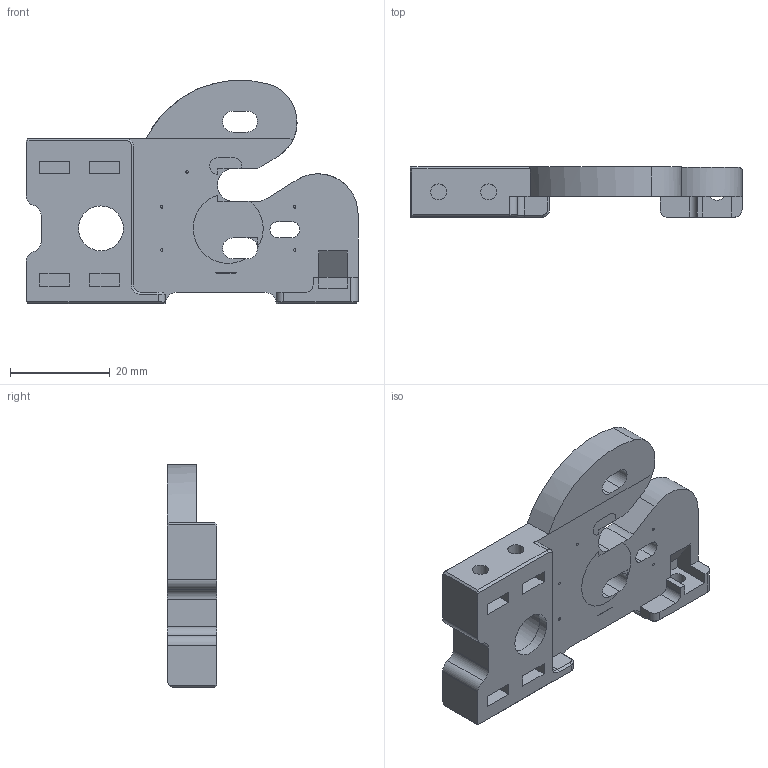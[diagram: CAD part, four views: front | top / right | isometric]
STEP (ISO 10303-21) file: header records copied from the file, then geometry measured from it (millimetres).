
FILE_DESCRIPTION(/* description */ (''),/* implementation_level */ '2;1');
FILE_NAME(/* name */ 'MotorPlate_MAX8.step',/* time_stamp */ '2024-06-07T16:02:04+02:00',/* author */ (''),/* organization */ (''),/* preprocessor_version */ 'ST-DEVELOPER v20',/* originating_system */ 'Autodesk Translation Framework v13.14.0.145',/* authorisation */ '');
FILE_SCHEMA (('AUTOMOTIVE_DESIGN { 1 0 10303 214 3 1 1 }'));
Length unit declared in the file: millimetre
Products named in the file (1): MotorPlate
Bounding box: 66.5 x 10 x 44.7 mm (x, y, z)
Volume: 13522.5 mm3; surface area: 7659.2 mm2
Topology: 1 solids, 1 shells, 145 faces, 378 edges, 250 vertices
Faces by surface type: plane 93, cylinder 40, cone 12
Full cylindrical faces by diameter (mm): 3 x1, 3.2 x9, 9 x1, 10.1 x1
Entity records: 4535 total; most frequent: CARTESIAN_POINT 803, DIRECTION 771, ORIENTED_EDGE 756, EDGE_CURVE 378, LINE 259, VECTOR 259, AXIS2_PLACEMENT_3D 256, VERTEX_POINT 250
